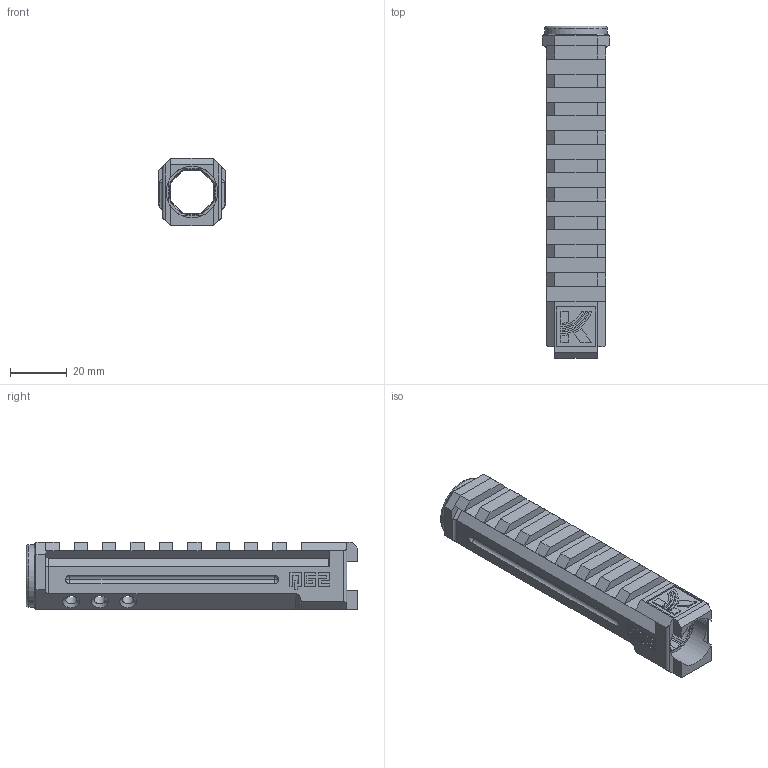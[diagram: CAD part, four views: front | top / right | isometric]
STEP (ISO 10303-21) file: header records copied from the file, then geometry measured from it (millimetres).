
FILE_DESCRIPTION(('HOOPS Exchange Step'),'2;1');
FILE_NAME('temp_export','2023-01-09T11:29:54+09:00',('mobile'),('Shapr3D Limited'),'HOOPS Exchange 2022.1','Shapr3D','Authorized');
FILE_SCHEMA( ('AUTOMOTIVE_DESIGN { 1 0 10303 214 1 1 1 1 }') );
Length unit declared in the file: millimetre
Products named in the file (1): Gas-Tube_20mm
Bounding box: 23.69 x 116.9 x 23.7 mm (x, y, z)
Volume: 24398.7 mm3; surface area: 17409.1 mm2
Topology: 1 solids, 1 shells, 333 faces, 910 edges, 597 vertices
Faces by surface type: plane 248, cylinder 50, bspline 20, torus 9, cone 6
Full cylindrical faces by diameter (mm): 4 x6, 18.2 x3, 22 x1
Entity records: 13044 total; most frequent: CARTESIAN_POINT 4587, ORIENTED_EDGE 1820, DIRECTION 1625, EDGE_CURVE 910, VECTOR 695, LINE 695, VERTEX_POINT 597, AXIS2_PLACEMENT_3D 465
